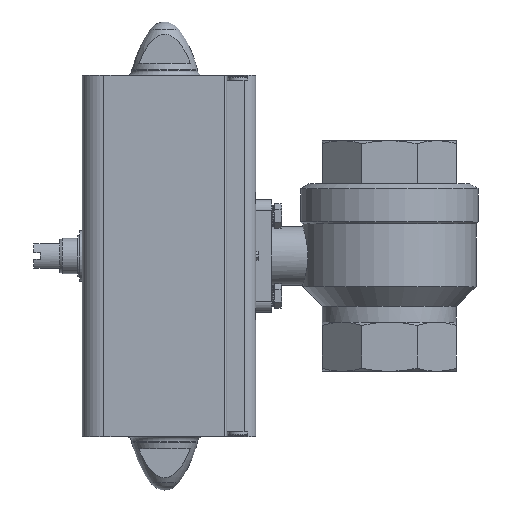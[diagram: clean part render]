
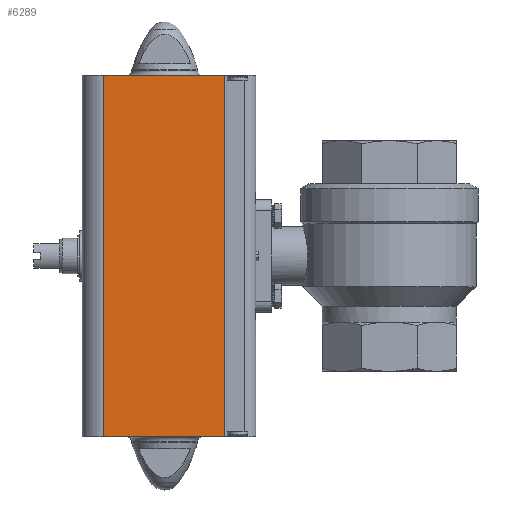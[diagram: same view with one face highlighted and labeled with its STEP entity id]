
A CAD part, left-side view. The second image highlights one B-rep face of the part: STEP entity #6289.
In plain terms, the highlighted planar face has unit normal (-1, 0, 0).
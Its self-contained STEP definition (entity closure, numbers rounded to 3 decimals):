
#294=PLANE('',#6802);
#553=LINE('',#9619,#1057);
#554=LINE('',#9622,#1058);
#555=LINE('',#9624,#1059);
#556=LINE('',#9626,#1060);
#1057=VECTOR('',#7606,1000.);
#1058=VECTOR('',#7607,1000.);
#1059=VECTOR('',#7608,1000.);
#1060=VECTOR('',#7609,1000.);
#1615=ORIENTED_EDGE('',*,*,#3331,.T.);
#1616=ORIENTED_EDGE('',*,*,#3332,.F.);
#1617=ORIENTED_EDGE('',*,*,#3333,.F.);
#1618=ORIENTED_EDGE('',*,*,#3334,.T.);
#3331=EDGE_CURVE('',#4184,#4185,#553,.T.);
#3332=EDGE_CURVE('',#4186,#4185,#554,.T.);
#3333=EDGE_CURVE('',#4187,#4186,#555,.T.);
#3334=EDGE_CURVE('',#4187,#4184,#556,.T.);
#4184=VERTEX_POINT('',#9620);
#4185=VERTEX_POINT('',#9621);
#4186=VERTEX_POINT('',#9623);
#4187=VERTEX_POINT('',#9625);
#5050=EDGE_LOOP('',(#1615,#1616,#1617,#1618));
#5620=FACE_BOUND('',#5050,.T.);
#6289=ADVANCED_FACE('',(#5620),#294,.F.);
#6802=AXIS2_PLACEMENT_3D('',#9618,#7604,#7605);
#7604=DIRECTION('',(1.,0.,0.));
#7605=DIRECTION('',(0.,0.,-1.));
#7606=DIRECTION('',(0.,-1.,0.));
#7607=DIRECTION('',(0.,0.,-1.));
#7608=DIRECTION('',(0.,-1.,0.));
#7609=DIRECTION('',(0.,0.,-1.));
#9618=CARTESIAN_POINT('',(-51.,37.56,111.95));
#9619=CARTESIAN_POINT('',(-51.,37.56,-111.95));
#9620=CARTESIAN_POINT('',(-51.,37.56,-111.95));
#9621=CARTESIAN_POINT('',(-51.,-37.3,-111.95));
#9622=CARTESIAN_POINT('',(-51.,-37.3,111.95));
#9623=CARTESIAN_POINT('',(-51.,-37.3,111.95));
#9624=CARTESIAN_POINT('',(-51.,37.56,111.95));
#9625=CARTESIAN_POINT('',(-51.,37.56,111.95));
#9626=CARTESIAN_POINT('',(-51.,37.56,111.95));
